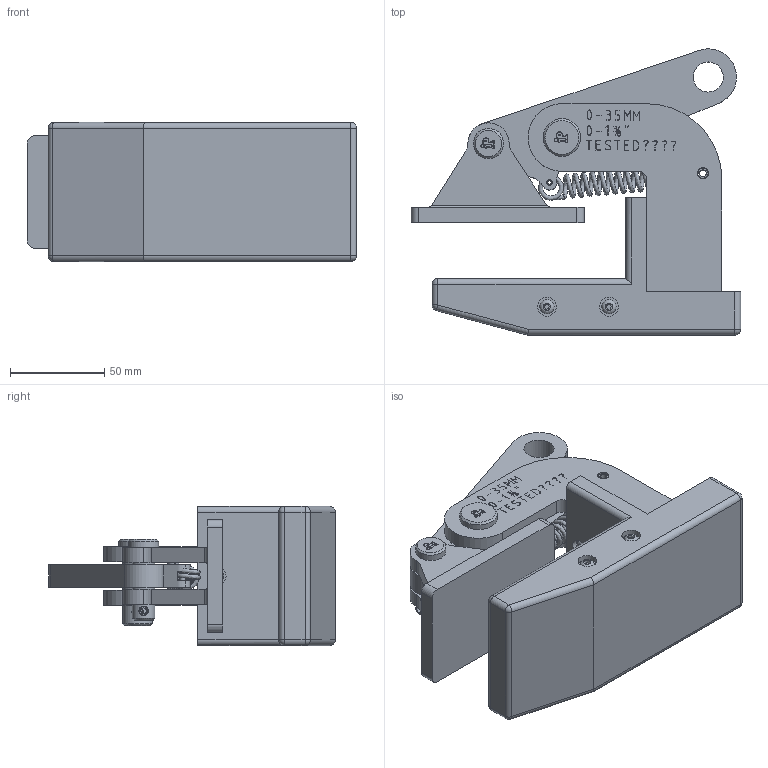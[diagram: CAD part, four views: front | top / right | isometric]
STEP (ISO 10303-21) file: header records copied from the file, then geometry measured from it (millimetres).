
FILE_DESCRIPTION(/* description */ ('Klem'),/* implementation_level */ '2;1');
FILE_NAME(/* name */ '3288(2).stp',/* time_stamp */ '2019-03-04T14:14:38+01:00',/* author */ ('kgillesse'),/* organization */ (''),/* preprocessor_version */ 'ST-DEVELOPER v17.2',/* originating_system */ 'Autodesk Inventor 2019',/* authorisation */ '');
FILE_SCHEMA (('AUTOMOTIVE_DESIGN { 1 0 10303 214 3 1 1 }'));
Length unit declared in the file: millimetre
Products named in the file (25): 1HNM10.    ; 1HNM10.0006; 1H10.0026; 1H10.3026; 1H10.2026; 1H10.3026_1; 1HNM10.0039; 1H10.0039; 1HNM10.0057; 1H10.0057; 1HNM10.0250; 32880005(); 1HNM10.0368; 1HNM10.0149; 1HNM10.1323; 1HNM10.1324; 1HNM10.0369; 0,5H0020; 0,5VK0088; ISO 8752 - 5 x 18 - A; ISO 8752 - 6 x 30 - A; ISO 8752 - 3 x 10 - A; ISO 7380 - M4 x 10; Extension Spring; 1H10.0042
Assembly tree (29 placements, depth 4):
  1HNM10.    
    1HNM10.0006
      1H10.0026
        1H10.3026
      1H10.2026
        1H10.3026_1
      1HNM10.0039
        1H10.0039
      1HNM10.0057
        1H10.0057
    1HNM10.0250
      32880005()
      1HNM10.0368
    1HNM10.0149
    1HNM10.1323
      1HNM10.1324
      1HNM10.0369
    0,5H0020
    0,5VK0088
    ISO 8752 - 5 x 18 - A
    ISO 8752 - 6 x 30 - A  x2
    ISO 8752 - 3 x 10 - A
    ISO 7380 - M4 x 10  x5
    Extension Spring
      1H10.0042
Bounding box: 175.04 x 152.17 x 74 mm (x, y, z)
Volume: 595021 mm3; surface area: 200433.5 mm2
Topology: 21 solids, 21 shells, 1166 faces, 3133 edges, 2090 vertices
Faces by surface type: plane 696, bspline 288, cylinder 146, cone 26, sphere 8, torus 2
Full cylindrical faces by diameter (mm): 1.658 x2, 1.858 x2, 3 x2, 3.459 x5, 4 x5, 5 x11, 6 x3, 7.6 x5, 10 x5, 12 x4, 15.75 x1, 16 x5, 20 x1
Entity records: 37883 total; most frequent: CARTESIAN_POINT 10949, ORIENTED_EDGE 5908, DIRECTION 4433, EDGE_CURVE 2954, LINE 2043, VECTOR 2043, VERTEX_POINT 1974, EDGE_LOOP 1240
